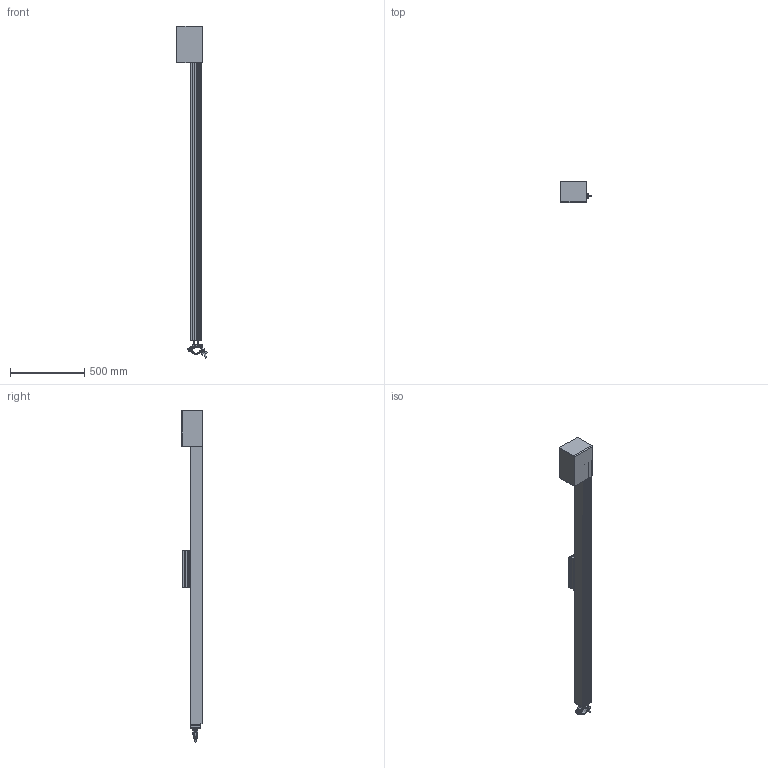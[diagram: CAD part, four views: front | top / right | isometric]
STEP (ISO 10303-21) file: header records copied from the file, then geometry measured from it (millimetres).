
FILE_DESCRIPTION (( 'STEP AP214' ), '1' );
FILE_NAME ('380.701.001_2m_Manipulator_Step.STEP', '2020-07-28T06:55:12', ( '' ), ( '' ), 'SwSTEP 2.0', 'SolidWorks 2020', '' );
FILE_SCHEMA (( 'AUTOMOTIVE_DESIGN' ));
Length unit declared in the file: millimetre
Products named in the file (1): 380.701.001_2m_Manipulator_Step
Bounding box: 205.78 x 147.4 x 2238.8 mm (x, y, z)
Surface area: 1290303.3 mm2 (no closed solid volume)
Topology: 0 solids, 50 shells, 443 faces, 1783 edges, 1355 vertices
Faces by surface type: plane 205, cylinder 183, bspline 38, sphere 10, torus 5, cone 2
Entity records: 26300 total; most frequent: CARTESIAN_POINT 7209, DIRECTION 2857, ORIENTED_EDGE 2644, EDGE_CURVE 1779, VERTEX_POINT 1355, AXIS2_PLACEMENT_3D 991, LINE 875, VECTOR 875
